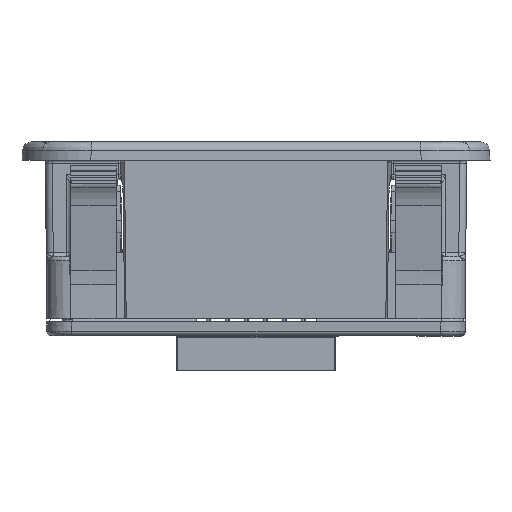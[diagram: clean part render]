
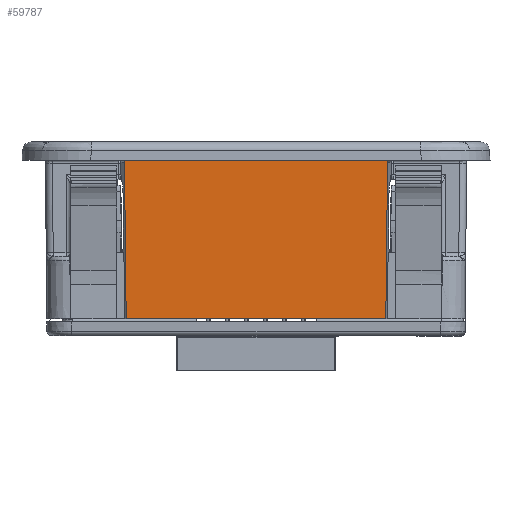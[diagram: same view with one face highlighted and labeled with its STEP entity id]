
A CAD part, left-side view. The second image highlights one B-rep face of the part: STEP entity #59787.
In plain terms, the highlighted planar face has unit normal (-1, 0, -0.009).
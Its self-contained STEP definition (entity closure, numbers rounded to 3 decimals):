
#2202 = PLANE ( 'NONE',  #45104 ) ;
#2203 = CARTESIAN_POINT ( 'NONE',  ( -111.945, 55.333, 16.304 ) ) ;
#2204 = DIRECTION ( 'NONE',  ( -1., 0., -0.009 ) ) ;
#2205 = DIRECTION ( 'NONE',  ( -0.009, 0., 1. ) ) ;
#14572 = VECTOR ( 'NONE', #32702, 1000. ) ;
#14620 = VECTOR ( 'NONE', #33664, 1000. ) ;
#15439 = CARTESIAN_POINT ( 'NONE',  ( -111.945, 38.326, 16.304 ) ) ;
#15468 = CARTESIAN_POINT ( 'NONE',  ( -111.941, -19.161, 15.81 ) ) ;
#15541 = CARTESIAN_POINT ( 'NONE',  ( -111.945, 38.62, 16.304 ) ) ;
#15590 = CARTESIAN_POINT ( 'NONE',  ( -111.941, 38.114, 15.81 ) ) ;
#15648 = CARTESIAN_POINT ( 'NONE',  ( -111.943, 38.117, 16.1 ) ) ;
#15795 = CARTESIAN_POINT ( 'NONE',  ( -111.943, -19.164, 16.1 ) ) ;
#15807 = CARTESIAN_POINT ( 'NONE',  ( -111.945, -19.373, 16.304 ) ) ;
#15859 = CARTESIAN_POINT ( 'NONE',  ( -111.945, -19.668, 16.304 ) ) ;
#16345 =( BOUNDED_CURVE ( )  B_SPLINE_CURVE ( 3, ( #15541, #15439, #15648, #15590 ),
 .UNSPECIFIED., .F., .T. ) 
 B_SPLINE_CURVE_WITH_KNOTS ( ( 4, 4 ),
 ( 4.763, 6.321 ),
 .UNSPECIFIED. ) 
 CURVE ( )  GEOMETRIC_REPRESENTATION_ITEM ( )  RATIONAL_B_SPLINE_CURVE ( ( 1., 0.808, 0.808, 1. ) ) 
 REPRESENTATION_ITEM ( '' )  );
#16478 =( BOUNDED_CURVE ( )  B_SPLINE_CURVE ( 3, ( #15468, #15795, #15807, #15859 ),
 .UNSPECIFIED., .F., .F. ) 
 B_SPLINE_CURVE_WITH_KNOTS ( ( 4, 4 ),
 ( 3.104, 4.662 ),
 .UNSPECIFIED. ) 
 CURVE ( )  GEOMETRIC_REPRESENTATION_ITEM ( )  RATIONAL_B_SPLINE_CURVE ( ( 1., 0.808, 0.808, 1. ) ) 
 REPRESENTATION_ITEM ( '' )  );
#21988 = CARTESIAN_POINT ( 'NONE',  ( -111.945, 38.62, 16.304 ) ) ;
#22426 = CARTESIAN_POINT ( 'NONE',  ( -111.945, -19.668, 16.304 ) ) ;
#22612 = CARTESIAN_POINT ( 'NONE',  ( -111.941, -19.161, 15.81 ) ) ;
#22770 = CARTESIAN_POINT ( 'NONE',  ( -111.941, 38.114, 15.81 ) ) ;
#30656 = EDGE_CURVE ( 'NONE', #55811, #58604, #41863, .T. ) ;
#30683 = EDGE_CURVE ( 'NONE', #35227, #55731, #41200, .T. ) ;
#32700 = LINE ( 'NONE', #32701, #14572 ) ;
#32701 = CARTESIAN_POINT ( 'NONE',  ( -111.644, 55.333, -18.164 ) ) ;
#32702 = DIRECTION ( 'NONE',  ( 0., 1., 0. ) ) ;
#33662 = LINE ( 'NONE', #33663, #14620 ) ;
#33663 = CARTESIAN_POINT ( 'NONE',  ( -111.945, 55.333, 16.304 ) ) ;
#33664 = DIRECTION ( 'NONE',  ( 0., 1., 0. ) ) ;
#35227 = VERTEX_POINT ( 'NONE', #41411 ) ;
#36046 = CARTESIAN_POINT ( 'NONE',  ( -111.644, 37.741, -18.164 ) ) ;
#41180 = CARTESIAN_POINT ( 'NONE',  ( -111.938, -19.158, 15.485 ) ) ;
#41200 = LINE ( 'NONE', #41180, #43468 ) ;
#41363 = CARTESIAN_POINT ( 'NONE',  ( -111.947, 38.121, 16.493 ) ) ;
#41411 = CARTESIAN_POINT ( 'NONE',  ( -111.644, -18.788, -18.164 ) ) ;
#41508 = DIRECTION ( 'NONE',  ( 0.009, -0.011, -1. ) ) ;
#41686 = DIRECTION ( 'NONE',  ( -0.009, -0.011, 1. ) ) ;
#41863 = LINE ( 'NONE', #41363, #43527 ) ;
#41918 = ORIENTED_EDGE ( 'NONE', *, *, #58959, .F. ) ;
#41976 = ORIENTED_EDGE ( 'NONE', *, *, #58759, .T. ) ;
#42014 = ORIENTED_EDGE ( 'NONE', *, *, #47975, .T. ) ;
#42018 = ORIENTED_EDGE ( 'NONE', *, *, #47960, .T. ) ;
#42127 = ORIENTED_EDGE ( 'NONE', *, *, #30683, .T. ) ;
#42157 = ORIENTED_EDGE ( 'NONE', *, *, #30656, .T. ) ;
#43468 = VECTOR ( 'NONE', #41686, 1000. ) ;
#43527 = VECTOR ( 'NONE', #41508, 1000. ) ;
#45104 = AXIS2_PLACEMENT_3D ( 'NONE', #2203, #2204, #2205 ) ;
#45326 = FACE_OUTER_BOUND ( 'NONE', #51331, .T. ) ;
#47960 = EDGE_CURVE ( 'NONE', #55418, #55811, #16345, .T. ) ;
#47975 = EDGE_CURVE ( 'NONE', #55731, #55638, #16478, .T. ) ;
#51331 = EDGE_LOOP ( 'NONE', ( #41918, #42127, #42014, #41976, #42018, #42157 ) ) ;
#55418 = VERTEX_POINT ( 'NONE', #21988 ) ;
#55638 = VERTEX_POINT ( 'NONE', #22426 ) ;
#55731 = VERTEX_POINT ( 'NONE', #22612 ) ;
#55811 = VERTEX_POINT ( 'NONE', #22770 ) ;
#58604 = VERTEX_POINT ( 'NONE', #36046 ) ;
#58759 = EDGE_CURVE ( 'NONE', #55638, #55418, #33662, .T. ) ;
#58959 = EDGE_CURVE ( 'NONE', #35227, #58604, #32700, .T. ) ;
#59787 = ADVANCED_FACE ( 'NONE', ( #45326 ), #2202, .T. ) ;
